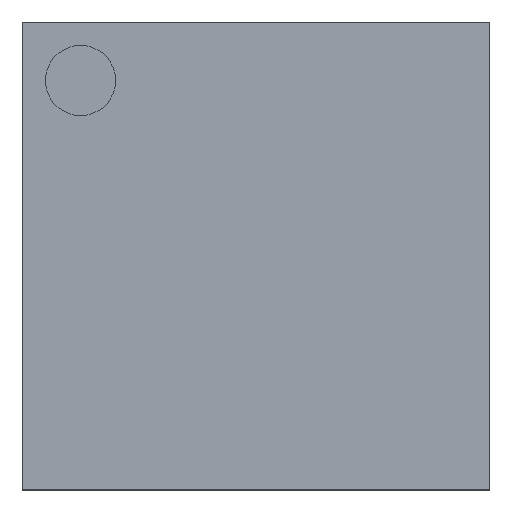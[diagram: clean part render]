
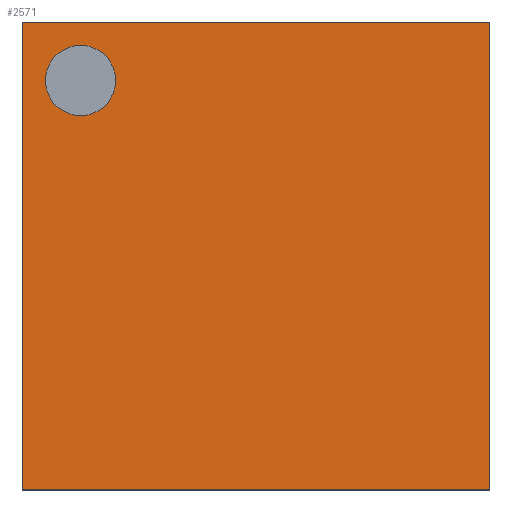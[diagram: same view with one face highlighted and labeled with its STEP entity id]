
A CAD part, top view. The second image highlights one B-rep face of the part: STEP entity #2571.
In plain terms, the highlighted planar face has unit normal (0, 0, 1).
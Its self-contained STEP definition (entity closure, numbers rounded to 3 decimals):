
#1438=CARTESIAN_POINT('',(-1.2,1.5,1.0));
#1439=VERTEX_POINT('',#1438);
#1448=CARTESIAN_POINT('',(-1.8,1.5,1.0));
#1449=VERTEX_POINT('',#1448);
#1450=CARTESIAN_POINT('',(-1.5,1.5,1.0));
#1451=DIRECTION('',(0.0,0.0,-1.0));
#1452=DIRECTION('',(1.0,0.0,0.0));
#1453=AXIS2_PLACEMENT_3D('',#1450,#1451,#1452);
#1454=CIRCLE('',#1453,0.3);
#1455=EDGE_CURVE('',#1449,#1439,#1454,.T.);
#1489=CARTESIAN_POINT('',(-1.5,1.5,1.0));
#1490=DIRECTION('',(0.0,0.0,-1.0));
#1491=DIRECTION('',(1.0,0.0,0.0));
#1492=AXIS2_PLACEMENT_3D('',#1489,#1490,#1491);
#1493=CIRCLE('',#1492,0.3);
#1494=EDGE_CURVE('',#1439,#1449,#1493,.T.);
#2486=CARTESIAN_POINT('',(2.0,2.0,1.0));
#2487=VERTEX_POINT('',#2486);
#2494=CARTESIAN_POINT('',(2.0,-2.0,1.0));
#2495=VERTEX_POINT('',#2494);
#2496=CARTESIAN_POINT('',(2.0,-2.0,1.0));
#2497=DIRECTION('',(0.0,1.0,0.0));
#2498=VECTOR('',#2497,4.0);
#2499=LINE('',#2496,#2498);
#2500=EDGE_CURVE('',#2495,#2487,#2499,.T.);
#2537=CARTESIAN_POINT('',(0.0,0.0,1.0));
#2538=DIRECTION('',(0.0,0.0,1.0));
#2539=DIRECTION('',(0.0,-1.0,0.0));
#2540=AXIS2_PLACEMENT_3D('',#2537,#2538,#2539);
#2541=PLANE('',#2540);
#2542=CARTESIAN_POINT('',(-2.0,-2.0,1.0));
#2543=VERTEX_POINT('',#2542);
#2544=CARTESIAN_POINT('',(-2.0,-2.0,1.0));
#2545=DIRECTION('',(1.0,0.0,0.0));
#2546=VECTOR('',#2545,4.0);
#2547=LINE('',#2544,#2546);
#2548=EDGE_CURVE('',#2543,#2495,#2547,.T.);
#2549=ORIENTED_EDGE('',*,*,#2548,.T.);
#2550=ORIENTED_EDGE('',*,*,#2500,.T.);
#2551=CARTESIAN_POINT('',(-2.0,2.0,1.0));
#2552=VERTEX_POINT('',#2551);
#2553=CARTESIAN_POINT('',(2.0,2.0,1.0));
#2554=DIRECTION('',(-1.0,0.0,0.0));
#2555=VECTOR('',#2554,4.0);
#2556=LINE('',#2553,#2555);
#2557=EDGE_CURVE('',#2487,#2552,#2556,.T.);
#2558=ORIENTED_EDGE('',*,*,#2557,.T.);
#2559=CARTESIAN_POINT('',(-2.0,2.0,1.0));
#2560=DIRECTION('',(0.0,-1.0,0.0));
#2561=VECTOR('',#2560,4.0);
#2562=LINE('',#2559,#2561);
#2563=EDGE_CURVE('',#2552,#2543,#2562,.T.);
#2564=ORIENTED_EDGE('',*,*,#2563,.T.);
#2565=EDGE_LOOP('',(#2549,#2550,#2558,#2564));
#2566=FACE_OUTER_BOUND('',#2565,.T.);
#2567=ORIENTED_EDGE('',*,*,#1494,.T.);
#2568=ORIENTED_EDGE('',*,*,#1455,.T.);
#2569=EDGE_LOOP('',(#2567,#2568));
#2570=FACE_BOUND('',#2569,.T.);
#2571=ADVANCED_FACE('',(#2566,#2570),#2541,.T.);
